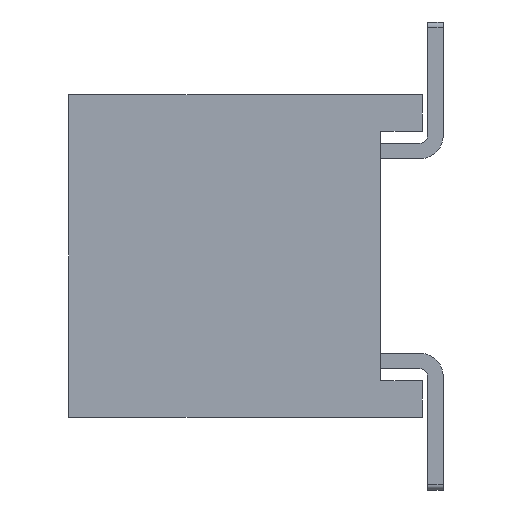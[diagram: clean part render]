
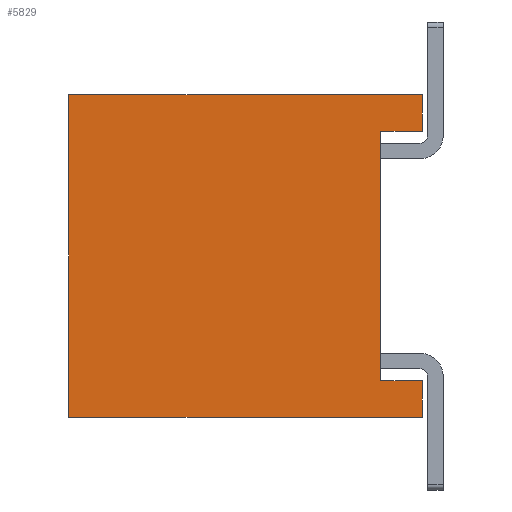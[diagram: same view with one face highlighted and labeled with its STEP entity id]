
A CAD part, left-side view. The second image highlights one B-rep face of the part: STEP entity #5829.
In plain terms, the highlighted planar face has unit normal (-1, 0, 0).
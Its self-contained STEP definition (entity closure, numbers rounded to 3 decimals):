
#2620=DIRECTION('',(0.,0.,-1.));
#2621=VECTOR('',#2620,3.1);
#2622=CARTESIAN_POINT('',(-0.175,0.,1.55));
#2623=LINE('',#2622,#2621);
#2627=DIRECTION('',(0.,1.,0.));
#2628=VECTOR('',#2627,3.4);
#2629=CARTESIAN_POINT('',(-0.175,-3.4,1.55));
#2630=LINE('',#2629,#2628);
#2634=DIRECTION('',(0.,0.,1.));
#2635=VECTOR('',#2634,0.35);
#2636=CARTESIAN_POINT('',(-0.175,-3.4,1.2));
#2637=LINE('',#2636,#2635);
#2641=DIRECTION('',(0.,-1.,0.));
#2642=VECTOR('',#2641,0.4);
#2643=CARTESIAN_POINT('',(-0.175,-3.,1.2));
#2644=LINE('',#2643,#2642);
#2648=DIRECTION('',(0.,0.,1.));
#2649=VECTOR('',#2648,2.4);
#2650=CARTESIAN_POINT('',(-0.175,-3.,-1.2));
#2651=LINE('',#2650,#2649);
#2655=DIRECTION('',(0.,1.,0.));
#2656=VECTOR('',#2655,0.4);
#2657=CARTESIAN_POINT('',(-0.175,-3.4,-1.2));
#2658=LINE('',#2657,#2656);
#2662=DIRECTION('',(0.,0.,1.));
#2663=VECTOR('',#2662,0.35);
#2664=CARTESIAN_POINT('',(-0.175,-3.4,-1.55));
#2665=LINE('',#2664,#2663);
#2669=DIRECTION('',(0.,-1.,0.));
#2670=VECTOR('',#2669,3.4);
#2671=CARTESIAN_POINT('',(-0.175,0.,-1.55));
#2672=LINE('',#2671,#2670);
#3345=CARTESIAN_POINT('',(-0.175,0.,1.55));
#3346=CARTESIAN_POINT('',(-0.175,0.,-1.55));
#3347=VERTEX_POINT('',#3345);
#3348=VERTEX_POINT('',#3346);
#3349=CARTESIAN_POINT('',(-0.175,-3.4,-1.55));
#3350=VERTEX_POINT('',#3349);
#3351=CARTESIAN_POINT('',(-0.175,-3.4,-1.2));
#3352=VERTEX_POINT('',#3351);
#3353=CARTESIAN_POINT('',(-0.175,-3.,-1.2));
#3354=VERTEX_POINT('',#3353);
#3355=CARTESIAN_POINT('',(-0.175,-3.,1.2));
#3356=VERTEX_POINT('',#3355);
#3357=CARTESIAN_POINT('',(-0.175,-3.4,1.2));
#3358=VERTEX_POINT('',#3357);
#3359=CARTESIAN_POINT('',(-0.175,-3.4,1.55));
#3360=VERTEX_POINT('',#3359);
#5813=CARTESIAN_POINT('',(-0.175,0.,0.));
#5814=DIRECTION('',(-1.,0.,0.));
#5815=DIRECTION('',(0.,0.,1.));
#5816=AXIS2_PLACEMENT_3D('',#5813,#5814,#5815);
#5817=PLANE('',#5816);
#5818=ORIENTED_EDGE('',*,*,#3388,.F.);
#5819=ORIENTED_EDGE('',*,*,#5777,.F.);
#5820=ORIENTED_EDGE('',*,*,#5747,.F.);
#5821=ORIENTED_EDGE('',*,*,#5732,.F.);
#5822=ORIENTED_EDGE('',*,*,#3648,.F.);
#5824=ORIENTED_EDGE('',*,*,#5823,.F.);
#5825=ORIENTED_EDGE('',*,*,#5763,.F.);
#5826=ORIENTED_EDGE('',*,*,#5808,.F.);
#5827=EDGE_LOOP('',(#5818,#5819,#5820,#5821,#5822,#5824,#5825,#5826));
#5828=FACE_OUTER_BOUND('',#5827,.F.);
#3388=EDGE_CURVE('',#3347,#3348,#2623,.T.);
#3648=EDGE_CURVE('',#3354,#3356,#2651,.T.);
#5732=EDGE_CURVE('',#3356,#3358,#2644,.T.);
#5747=EDGE_CURVE('',#3358,#3360,#2637,.T.);
#5763=EDGE_CURVE('',#3350,#3352,#2665,.T.);
#5777=EDGE_CURVE('',#3360,#3347,#2630,.T.);
#5808=EDGE_CURVE('',#3348,#3350,#2672,.T.);
#5823=EDGE_CURVE('',#3352,#3354,#2658,.T.);
#5829=ADVANCED_FACE('',(#5828),#5817,.T.);
